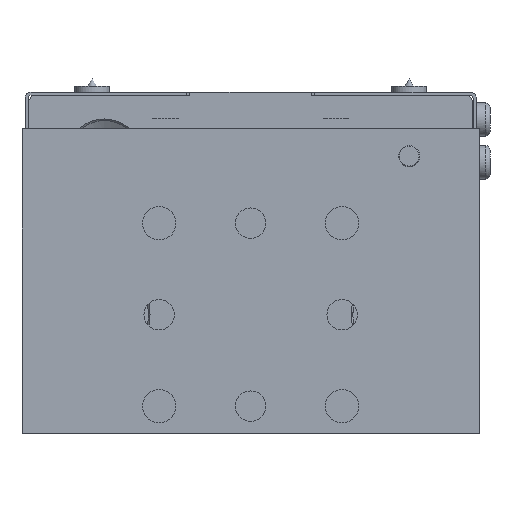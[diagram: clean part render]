
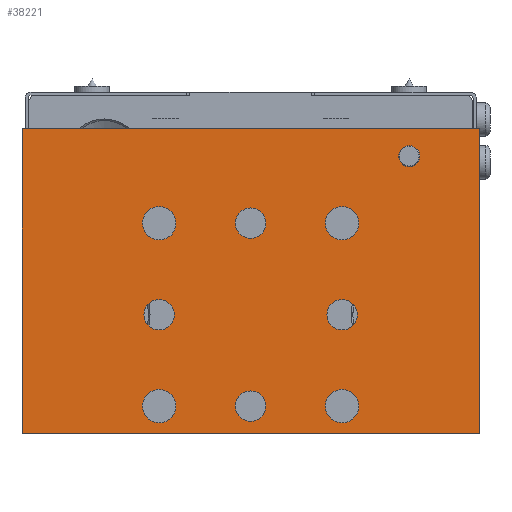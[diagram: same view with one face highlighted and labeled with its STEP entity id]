
A CAD part, left-side view. The second image highlights one B-rep face of the part: STEP entity #38221.
In plain terms, the highlighted face is planar.
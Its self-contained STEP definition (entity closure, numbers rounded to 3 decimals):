
#38083=CARTESIAN_POINT('',(450.,0.,49.));
#38084=DIRECTION('',(1.0,0.0,0.0));
#38085=DIRECTION('',(0.0,1.0,0.0));
#38086=AXIS2_PLACEMENT_3D('',#38083,#38084,#38085);
#38087=PLANE('',#38086);
#38088=CARTESIAN_POINT('',(450.,-75.,-1.));
#38089=VERTEX_POINT('',#38088);
#38090=CARTESIAN_POINT('',(450.,-75.,99.));
#38091=VERTEX_POINT('',#38090);
#38092=CARTESIAN_POINT('',(450.,-75.,-1.));
#38093=DIRECTION('',(0.0,0.0,1.0));
#38094=VECTOR('',#38093,100.);
#38095=LINE('',#38092,#38094);
#38096=EDGE_CURVE('',#38089,#38091,#38095,.T.);
#38097=ORIENTED_EDGE('',*,*,#38096,.F.);
#38098=CARTESIAN_POINT('',(450.,75.,-1.));
#38099=VERTEX_POINT('',#38098);
#38100=CARTESIAN_POINT('',(450.,75.,-1.));
#38101=DIRECTION('',(0.0,-1.0,0.0));
#38102=VECTOR('',#38101,150.);
#38103=LINE('',#38100,#38102);
#38104=EDGE_CURVE('',#38099,#38089,#38103,.T.);
#38105=ORIENTED_EDGE('',*,*,#38104,.F.);
#38106=CARTESIAN_POINT('',(450.,75.,99.));
#38107=VERTEX_POINT('',#38106);
#38108=CARTESIAN_POINT('',(450.,75.,99.));
#38109=DIRECTION('',(0.0,0.0,-1.0));
#38110=VECTOR('',#38109,100.0);
#38111=LINE('',#38108,#38110);
#38112=EDGE_CURVE('',#38107,#38099,#38111,.T.);
#38113=ORIENTED_EDGE('',*,*,#38112,.F.);
#38114=CARTESIAN_POINT('',(450.,-75.,99.));
#38115=DIRECTION('',(0.0,1.0,0.0));
#38116=VECTOR('',#38115,150.);
#38117=LINE('',#38114,#38116);
#38118=EDGE_CURVE('',#38091,#38107,#38117,.T.);
#38119=ORIENTED_EDGE('',*,*,#38118,.F.);
#38120=EDGE_LOOP('',(#38097,#38105,#38113,#38119));
#38121=FACE_OUTER_BOUND('',#38120,.T.);
#38122=CARTESIAN_POINT('',(450.,55.458,90.));
#38123=VERTEX_POINT('',#38122);
#38124=CARTESIAN_POINT('',(450.,52.,90.));
#38125=DIRECTION('',(-1.0,0.0,0.0));
#38126=DIRECTION('',(0.0,-1.0,0.0));
#38127=AXIS2_PLACEMENT_3D('',#38124,#38125,#38126);
#38128=CIRCLE('',#38127,3.459);
#38129=EDGE_CURVE('',#38123,#38123,#38128,.T.);
#38130=ORIENTED_EDGE('',*,*,#38129,.T.);
#38131=EDGE_LOOP('',(#38130));
#38132=FACE_BOUND('',#38131,.T.);
#38133=CARTESIAN_POINT('',(450.,5.,8.));
#38134=VERTEX_POINT('',#38133);
#38135=CARTESIAN_POINT('',(450.,0.,8.));
#38136=DIRECTION('',(-1.0,0.0,0.0));
#38137=DIRECTION('',(0.0,1.0,0.0));
#38138=AXIS2_PLACEMENT_3D('',#38135,#38136,#38137);
#38139=CIRCLE('',#38138,5.0);
#38140=EDGE_CURVE('',#38134,#38134,#38139,.T.);
#38141=ORIENTED_EDGE('',*,*,#38140,.T.);
#38142=EDGE_LOOP('',(#38141));
#38143=FACE_BOUND('',#38142,.T.);
#38144=CARTESIAN_POINT('',(450.,5.,68.0));
#38145=VERTEX_POINT('',#38144);
#38146=CARTESIAN_POINT('',(450.,0.,68.));
#38147=DIRECTION('',(-1.0,0.0,0.0));
#38148=DIRECTION('',(0.0,1.0,0.0));
#38149=AXIS2_PLACEMENT_3D('',#38146,#38147,#38148);
#38150=CIRCLE('',#38149,5.0);
#38151=EDGE_CURVE('',#38145,#38145,#38150,.T.);
#38152=ORIENTED_EDGE('',*,*,#38151,.T.);
#38153=EDGE_LOOP('',(#38152));
#38154=FACE_BOUND('',#38153,.T.);
#38155=CARTESIAN_POINT('',(450.,-25.,38.));
#38156=VERTEX_POINT('',#38155);
#38157=CARTESIAN_POINT('',(450.,-30.,38.));
#38158=DIRECTION('',(-1.0,0.0,0.0));
#38159=DIRECTION('',(0.0,1.0,0.0));
#38160=AXIS2_PLACEMENT_3D('',#38157,#38158,#38159);
#38161=CIRCLE('',#38160,5.0);
#38162=EDGE_CURVE('',#38156,#38156,#38161,.T.);
#38163=ORIENTED_EDGE('',*,*,#38162,.T.);
#38164=EDGE_LOOP('',(#38163));
#38165=FACE_BOUND('',#38164,.T.);
#38166=CARTESIAN_POINT('',(450.,35.,38.));
#38167=VERTEX_POINT('',#38166);
#38168=CARTESIAN_POINT('',(450.,30.,38.));
#38169=DIRECTION('',(-1.0,0.0,0.0));
#38170=DIRECTION('',(0.0,1.0,0.0));
#38171=AXIS2_PLACEMENT_3D('',#38168,#38169,#38170);
#38172=CIRCLE('',#38171,5.0);
#38173=EDGE_CURVE('',#38167,#38167,#38172,.T.);
#38174=ORIENTED_EDGE('',*,*,#38173,.T.);
#38175=EDGE_LOOP('',(#38174));
#38176=FACE_BOUND('',#38175,.T.);
#38177=CARTESIAN_POINT('',(450.,-24.5,68.));
#38178=VERTEX_POINT('',#38177);
#38179=CARTESIAN_POINT('',(450.,-30.,68.));
#38180=DIRECTION('',(-1.0,0.0,0.0));
#38181=DIRECTION('',(0.0,-1.0,0.0));
#38182=AXIS2_PLACEMENT_3D('',#38179,#38180,#38181);
#38183=CIRCLE('',#38182,5.5);
#38184=EDGE_CURVE('',#38178,#38178,#38183,.T.);
#38185=ORIENTED_EDGE('',*,*,#38184,.T.);
#38186=EDGE_LOOP('',(#38185));
#38187=FACE_BOUND('',#38186,.T.);
#38188=CARTESIAN_POINT('',(450.,35.5,8.));
#38189=VERTEX_POINT('',#38188);
#38190=CARTESIAN_POINT('',(450.,30.,8.));
#38191=DIRECTION('',(-1.0,0.0,0.0));
#38192=DIRECTION('',(0.0,-1.0,0.0));
#38193=AXIS2_PLACEMENT_3D('',#38190,#38191,#38192);
#38194=CIRCLE('',#38193,5.5);
#38195=EDGE_CURVE('',#38189,#38189,#38194,.T.);
#38196=ORIENTED_EDGE('',*,*,#38195,.T.);
#38197=EDGE_LOOP('',(#38196));
#38198=FACE_BOUND('',#38197,.T.);
#38199=CARTESIAN_POINT('',(450.,35.5,68.));
#38200=VERTEX_POINT('',#38199);
#38201=CARTESIAN_POINT('',(450.,30.,68.));
#38202=DIRECTION('',(-1.0,0.0,0.0));
#38203=DIRECTION('',(0.0,-1.0,0.0));
#38204=AXIS2_PLACEMENT_3D('',#38201,#38202,#38203);
#38205=CIRCLE('',#38204,5.5);
#38206=EDGE_CURVE('',#38200,#38200,#38205,.T.);
#38207=ORIENTED_EDGE('',*,*,#38206,.T.);
#38208=EDGE_LOOP('',(#38207));
#38209=FACE_BOUND('',#38208,.T.);
#38210=CARTESIAN_POINT('',(450.,-24.5,8.));
#38211=VERTEX_POINT('',#38210);
#38212=CARTESIAN_POINT('',(450.,-30.,8.));
#38213=DIRECTION('',(-1.0,0.0,0.0));
#38214=DIRECTION('',(0.0,-1.0,0.0));
#38215=AXIS2_PLACEMENT_3D('',#38212,#38213,#38214);
#38216=CIRCLE('',#38215,5.5);
#38217=EDGE_CURVE('',#38211,#38211,#38216,.T.);
#38218=ORIENTED_EDGE('',*,*,#38217,.T.);
#38219=EDGE_LOOP('',(#38218));
#38220=FACE_BOUND('',#38219,.T.);
#38221=ADVANCED_FACE('',(#38121,#38132,#38143,#38154,#38165,#38176,#38187,#38198,#38209,#38220),#38087,.T.);
